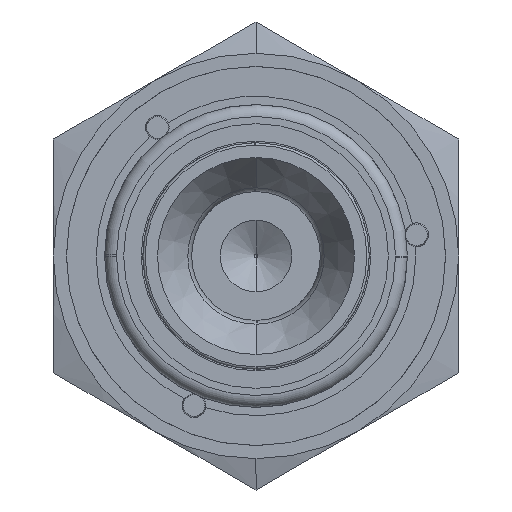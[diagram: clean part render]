
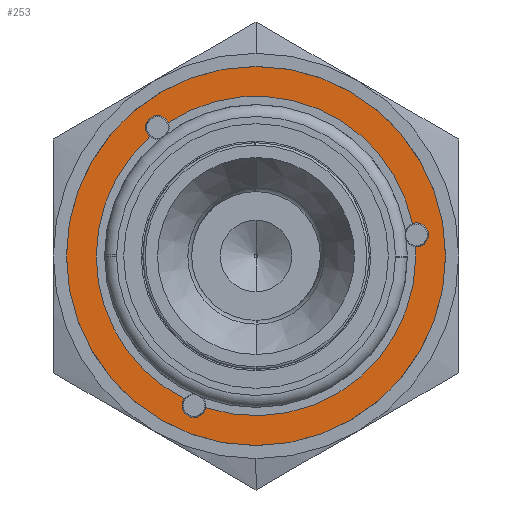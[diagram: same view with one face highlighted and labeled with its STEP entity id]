
A CAD part, front view. The second image highlights one B-rep face of the part: STEP entity #253.
In plain terms, the highlighted planar face has unit normal (0, -1, 0).
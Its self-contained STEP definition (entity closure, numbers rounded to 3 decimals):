
#253=ADVANCED_FACE('',(#666,#667),#668,.F.);
#666=FACE_OUTER_BOUND('',#1220,.T.);
#667=FACE_BOUND('',#1221,.T.);
#668=PLANE('',#1222);
#1220=EDGE_LOOP('',(#2512,#2513));
#1221=EDGE_LOOP('',(#2514,#2515,#2516,#2517,#2518,#2519,#2520,#2521,#2522,#2523,#2524));
#1222=AXIS2_PLACEMENT_3D('',#2525,#2526,#2527);
#2512=ORIENTED_EDGE('',*,*,#3795,.F.);
#2513=ORIENTED_EDGE('',*,*,#3796,.F.);
#2514=ORIENTED_EDGE('',*,*,#3748,.T.);
#2515=ORIENTED_EDGE('',*,*,#3786,.T.);
#2516=ORIENTED_EDGE('',*,*,#3794,.T.);
#2517=ORIENTED_EDGE('',*,*,#3789,.T.);
#2518=ORIENTED_EDGE('',*,*,#3783,.T.);
#2519=ORIENTED_EDGE('',*,*,#3797,.T.);
#2520=ORIENTED_EDGE('',*,*,#3798,.T.);
#2521=ORIENTED_EDGE('',*,*,#3787,.T.);
#2522=ORIENTED_EDGE('',*,*,#3746,.T.);
#2523=ORIENTED_EDGE('',*,*,#3799,.T.);
#2524=ORIENTED_EDGE('',*,*,#3778,.T.);
#2525=CARTESIAN_POINT('',(0.0,0.0,0.0));
#2526=DIRECTION('',(-0.0,1.0,0.0));
#2527=DIRECTION('',(1.0,0.0,0.0));
#3746=EDGE_CURVE('',#4511,#4515,#4517,.T.);
#3748=EDGE_CURVE('',#4521,#4518,#4522,.T.);
#3778=EDGE_CURVE('',#4570,#4521,#4571,.T.);
#3783=EDGE_CURVE('',#4579,#4577,#4580,.T.);
#3786=EDGE_CURVE('',#4518,#4582,#4584,.T.);
#3787=EDGE_CURVE('',#4585,#4511,#4586,.T.);
#3789=EDGE_CURVE('',#4588,#4579,#4589,.T.);
#3794=EDGE_CURVE('',#4582,#4588,#4596,.T.);
#3795=EDGE_CURVE('',#4597,#4598,#4599,.T.);
#3796=EDGE_CURVE('',#4598,#4597,#4600,.T.);
#3797=EDGE_CURVE('',#4577,#4601,#4602,.T.);
#3798=EDGE_CURVE('',#4601,#4585,#4603,.T.);
#3799=EDGE_CURVE('',#4515,#4570,#4604,.T.);
#4511=VERTEX_POINT('',#5644);
#4515=VERTEX_POINT('',#5649);
#4517=CIRCLE('',#5652,6.7);
#4518=VERTEX_POINT('',#5653);
#4521=VERTEX_POINT('',#5657);
#4522=CIRCLE('',#5658,6.7);
#4570=VERTEX_POINT('',#5713);
#4571=CIRCLE('',#5714,0.49);
#4577=VERTEX_POINT('',#5722);
#4579=VERTEX_POINT('',#5725);
#4580=CIRCLE('',#5726,6.7);
#4582=VERTEX_POINT('',#5729);
#4584=CIRCLE('',#5732,6.7);
#4585=VERTEX_POINT('',#5733);
#4586=CIRCLE('',#5734,6.7);
#4588=VERTEX_POINT('',#5737);
#4589=CIRCLE('',#5738,0.49);
#4596=CIRCLE('',#5747,0.49);
#4597=VERTEX_POINT('',#5748);
#4598=VERTEX_POINT('',#5749);
#4599=CIRCLE('',#5750,7.95);
#4600=CIRCLE('',#5751,7.95);
#4601=VERTEX_POINT('',#5752);
#4602=CIRCLE('',#5753,0.49);
#4603=CIRCLE('',#5754,0.49);
#4604=CIRCLE('',#5755,0.49);
#5644=CARTESIAN_POINT('',(6.7,0.0,0.));
#5649=CARTESIAN_POINT('',(-2.116,0.0,-6.357));
#5652=AXIS2_PLACEMENT_3D('',#7258,#7259,#7260);
#5653=CARTESIAN_POINT('',(-6.7,0.0,0.));
#5657=CARTESIAN_POINT('',(-2.999,0.0,-5.991));
#5658=AXIS2_PLACEMENT_3D('',#7262,#7263,#7264);
#5713=CARTESIAN_POINT('',(-2.786,0.0,-6.726));
#5714=AXIS2_PLACEMENT_3D('',#7338,#7339,#7340);
#5722=CARTESIAN_POINT('',(6.563,0.0,1.346));
#5725=CARTESIAN_POINT('',(-3.689,0.0,5.593));
#5726=AXIS2_PLACEMENT_3D('',#7347,#7348,#7349);
#5729=CARTESIAN_POINT('',(-4.448,0.0,5.011));
#5732=AXIS2_PLACEMENT_3D('',#7352,#7353,#7354);
#5733=CARTESIAN_POINT('',(6.688,0.0,0.398));
#5734=AXIS2_PLACEMENT_3D('',#7355,#7356,#7357);
#5737=CARTESIAN_POINT('',(-4.432,0.0,5.776));
#5738=AXIS2_PLACEMENT_3D('',#7359,#7360,#7361);
#5747=AXIS2_PLACEMENT_3D('',#7370,#7371,#7372);
#5748=CARTESIAN_POINT('',(7.95,0.0,0.0));
#5749=CARTESIAN_POINT('',(-7.95,0.0,0.0));
#5750=AXIS2_PLACEMENT_3D('',#7373,#7374,#7375);
#5751=AXIS2_PLACEMENT_3D('',#7376,#7377,#7378);
#5752=CARTESIAN_POINT('',(7.218,0.0,0.95));
#5753=AXIS2_PLACEMENT_3D('',#7379,#7380,#7381);
#5754=AXIS2_PLACEMENT_3D('',#7382,#7383,#7384);
#5755=AXIS2_PLACEMENT_3D('',#7385,#7386,#7387);
#7258=CARTESIAN_POINT('',(0.0,0.0,0.0));
#7259=DIRECTION('',(-0.0,1.0,0.0));
#7260=DIRECTION('',(0.998,0.0,0.059));
#7262=CARTESIAN_POINT('',(0.0,0.0,0.0));
#7263=DIRECTION('',(0.0,1.0,0.0));
#7264=DIRECTION('',(-0.448,0.0,-0.894));
#7338=CARTESIAN_POINT('',(-2.598,0.0,-6.273));
#7339=DIRECTION('',(0.0,1.0,0.0));
#7340=DIRECTION('',(-0.383,0.0,-0.924));
#7347=CARTESIAN_POINT('',(0.0,0.0,0.0));
#7348=DIRECTION('',(0.0,1.0,0.0));
#7349=DIRECTION('',(-0.551,0.0,0.835));
#7352=CARTESIAN_POINT('',(0.0,0.0,0.0));
#7353=DIRECTION('',(0.0,1.0,0.0));
#7354=DIRECTION('',(-0.448,0.0,-0.894));
#7355=CARTESIAN_POINT('',(0.0,0.0,0.0));
#7356=DIRECTION('',(-0.0,1.0,0.0));
#7357=DIRECTION('',(0.998,0.0,0.059));
#7359=CARTESIAN_POINT('',(-4.133,0.0,5.387));
#7360=DIRECTION('',(0.0,1.0,0.0));
#7361=DIRECTION('',(-0.609,0.0,0.793));
#7370=CARTESIAN_POINT('',(-4.133,0.0,5.387));
#7371=DIRECTION('',(0.0,1.0,0.0));
#7372=DIRECTION('',(-0.641,0.0,-0.767));
#7373=CARTESIAN_POINT('',(0.0,0.0,0.0));
#7374=DIRECTION('',(-0.0,1.0,0.0));
#7375=DIRECTION('',(1.0,0.0,0.0));
#7376=CARTESIAN_POINT('',(0.0,0.0,0.0));
#7377=DIRECTION('',(0.0,1.0,0.0));
#7378=DIRECTION('',(-1.0,0.0,0.0));
#7379=CARTESIAN_POINT('',(6.732,0.0,0.886));
#7380=DIRECTION('',(0.0,1.0,0.0));
#7381=DIRECTION('',(-0.344,0.0,0.939));
#7382=CARTESIAN_POINT('',(6.732,0.0,0.886));
#7383=DIRECTION('',(-0.0,1.0,0.0));
#7384=DIRECTION('',(0.991,0.0,0.131));
#7385=CARTESIAN_POINT('',(-2.598,0.0,-6.273));
#7386=DIRECTION('',(0.0,1.0,0.0));
#7387=DIRECTION('',(0.985,0.0,-0.172));
